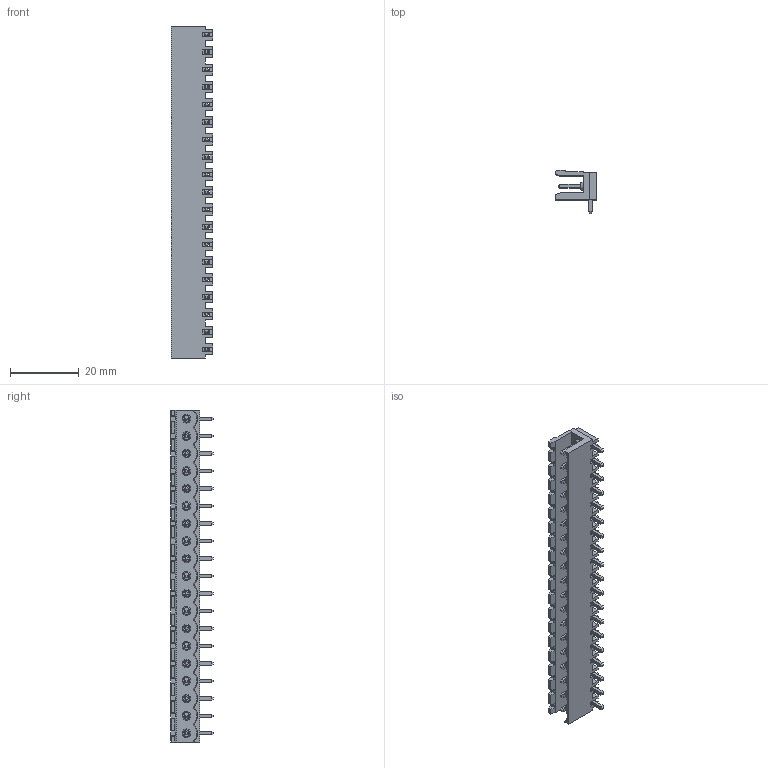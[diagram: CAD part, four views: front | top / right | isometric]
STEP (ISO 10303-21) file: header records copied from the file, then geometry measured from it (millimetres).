
FILE_DESCRIPTION( ( 'STEP AP214' ), '1' );
FILE_NAME( ' ', ' ', ( ' ' ), ( ' ' ), 'PSStep 11.0', 'VISI 17.0', ' ' );
FILE_SCHEMA( ( 'AUTOMOTIVE_DESIGN { 1 0 10303 214 1 1 1 1 }' ) );
Length unit declared in the file: millimetre
Products named in the file (1): 1
Bounding box: 12.2 x 12.5 x 96.52 mm (x, y, z)
Volume: 4216 mm3; surface area: 8039.1 mm2
Topology: 1 solids, 20 shells, 1024 faces, 2686 edges, 1721 vertices
Faces by surface type: plane 948, cone 38, cylinder 38
Entity records: 38710 total; most frequent: CARTESIAN_POINT 5489, ORIENTED_EDGE 5296, DIRECTION 4793, EDGE_CURVE 2648, LINE 2477, VECTOR 2477, VERTEX_POINT 1702, AXIS2_PLACEMENT_3D 1158
